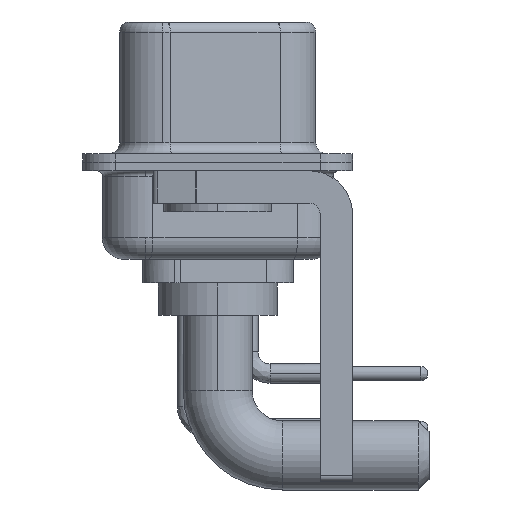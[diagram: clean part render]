
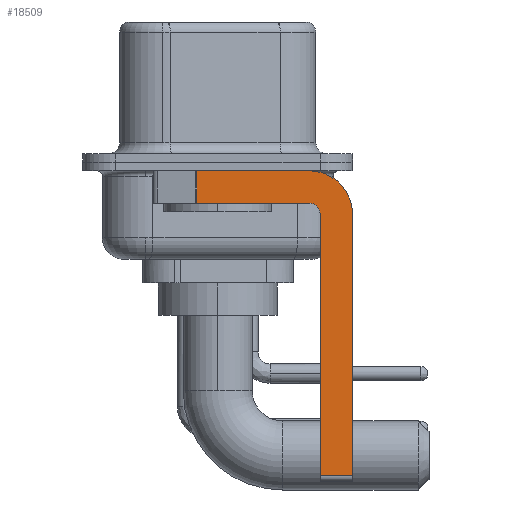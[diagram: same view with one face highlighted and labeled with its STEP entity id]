
A CAD part, left-side view. The second image highlights one B-rep face of the part: STEP entity #18509.
In plain terms, the highlighted planar face has unit normal (-1, 0, 0).
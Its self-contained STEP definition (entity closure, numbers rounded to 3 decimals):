
#405 = VERTEX_POINT ( 'NONE', #5317 ) ;
#984 = VERTEX_POINT ( 'NONE', #18825 ) ;
#2203 = EDGE_CURVE ( 'NONE', #4424, #9236, #3145, .T. ) ;
#2314 = CARTESIAN_POINT ( 'NONE',  ( -2.9, -4.25, -2.4 ) ) ;
#2374 = LINE ( 'NONE', #4795, #15927 ) ;
#2668 = CIRCLE ( 'NONE', #6106, 0.5 ) ;
#2930 = EDGE_CURVE ( 'NONE', #984, #23444, #9716, .T. ) ;
#3069 = CARTESIAN_POINT ( 'NONE',  ( -2.9, -4.25, -1.9 ) ) ;
#3145 = CIRCLE ( 'NONE', #18056, 2. ) ;
#3487 = DIRECTION ( 'NONE',  ( 1., 0., 0. ) ) ;
#4122 = VECTOR ( 'NONE', #7585, 1000. ) ;
#4424 = VERTEX_POINT ( 'NONE', #18700 ) ;
#4485 = DIRECTION ( 'NONE',  ( 0., 0., -1. ) ) ;
#4795 = CARTESIAN_POINT ( 'NONE',  ( -2.9, 3., -0.4 ) ) ;
#5317 = CARTESIAN_POINT ( 'NONE',  ( -2.9, 0.978, -0.4 ) ) ;
#6106 = AXIS2_PLACEMENT_3D ( 'NONE', #7888, #25786, #20009 ) ;
#6922 = VECTOR ( 'NONE', #4485, 1000. ) ;
#6963 = LINE ( 'NONE', #3069, #15794 ) ;
#7585 = DIRECTION ( 'NONE',  ( 0., 0., 1. ) ) ;
#7888 = CARTESIAN_POINT ( 'NONE',  ( -2.9, -4.25, -2.4 ) ) ;
#8364 = EDGE_CURVE ( 'NONE', #10971, #24305, #6963, .T. ) ;
#8527 = CARTESIAN_POINT ( 'NONE',  ( -2.9, 0.978, -1.9 ) ) ;
#9236 = VERTEX_POINT ( 'NONE', #14574 ) ;
#9368 = PLANE ( 'NONE',  #22184 ) ;
#9705 = LINE ( 'NONE', #25986, #25798 ) ;
#9716 = LINE ( 'NONE', #21991, #4122 ) ;
#9766 = CARTESIAN_POINT ( 'NONE',  ( -2.9, -4.25, -2.4 ) ) ;
#10047 = EDGE_CURVE ( 'NONE', #405, #24305, #13131, .T. ) ;
#10971 = VERTEX_POINT ( 'NONE', #24566 ) ;
#11982 = EDGE_LOOP ( 'NONE', ( #17837, #23084, #19815, #15534, #20632, #20003, #15461, #24624 ) ) ;
#12157 = EDGE_CURVE ( 'NONE', #23444, #10971, #2668, .T. ) ;
#12703 = EDGE_CURVE ( 'NONE', #984, #18035, #22402, .T. ) ;
#12961 = DIRECTION ( 'NONE',  ( 0., 1., 0. ) ) ;
#13131 = LINE ( 'NONE', #18728, #6922 ) ;
#14574 = CARTESIAN_POINT ( 'NONE',  ( -2.9, -6.25, -2.4 ) ) ;
#14650 = VECTOR ( 'NONE', #18520, 1000. ) ;
#15461 = ORIENTED_EDGE ( 'NONE', *, *, #24799, .F. ) ;
#15534 = ORIENTED_EDGE ( 'NONE', *, *, #12157, .F. ) ;
#15794 = VECTOR ( 'NONE', #12961, 1000. ) ;
#15927 = VECTOR ( 'NONE', #18652, 1000. ) ;
#16383 = CARTESIAN_POINT ( 'NONE',  ( -2.9, -4.25, -14.55 ) ) ;
#16469 = DIRECTION ( 'NONE',  ( 0., 0., -1. ) ) ;
#17837 = ORIENTED_EDGE ( 'NONE', *, *, #23041, .F. ) ;
#18035 = VERTEX_POINT ( 'NONE', #24079 ) ;
#18056 = AXIS2_PLACEMENT_3D ( 'NONE', #2314, #24339, #16469 ) ;
#18509 = ADVANCED_FACE ( 'NONE', ( #21906 ), #9368, .F. ) ;
#18520 = DIRECTION ( 'NONE',  ( 0., -1., 0. ) ) ;
#18652 = DIRECTION ( 'NONE',  ( 0., -1., 0. ) ) ;
#18700 = CARTESIAN_POINT ( 'NONE',  ( -2.9, -4.25, -0.4 ) ) ;
#18728 = CARTESIAN_POINT ( 'NONE',  ( -2.9, 0.978, -1.9 ) ) ;
#18825 = CARTESIAN_POINT ( 'NONE',  ( -2.9, -4.75, -14.55 ) ) ;
#19756 = DIRECTION ( 'NONE',  ( 0., 0., -1. ) ) ;
#19815 = ORIENTED_EDGE ( 'NONE', *, *, #8364, .F. ) ;
#20003 = ORIENTED_EDGE ( 'NONE', *, *, #12703, .T. ) ;
#20009 = DIRECTION ( 'NONE',  ( 0., 0., 1. ) ) ;
#20632 = ORIENTED_EDGE ( 'NONE', *, *, #2930, .F. ) ;
#21020 = CARTESIAN_POINT ( 'NONE',  ( -2.9, -4.75, -2.4 ) ) ;
#21906 = FACE_OUTER_BOUND ( 'NONE', #11982, .T. ) ;
#21991 = CARTESIAN_POINT ( 'NONE',  ( -2.9, -4.75, -14.8 ) ) ;
#22184 = AXIS2_PLACEMENT_3D ( 'NONE', #9766, #3487, #19756 ) ;
#22402 = LINE ( 'NONE', #16383, #14650 ) ;
#22641 = DIRECTION ( 'NONE',  ( 0., 0., -1. ) ) ;
#23041 = EDGE_CURVE ( 'NONE', #405, #4424, #2374, .T. ) ;
#23084 = ORIENTED_EDGE ( 'NONE', *, *, #10047, .T. ) ;
#23444 = VERTEX_POINT ( 'NONE', #21020 ) ;
#24079 = CARTESIAN_POINT ( 'NONE',  ( -2.9, -6.25, -14.55 ) ) ;
#24305 = VERTEX_POINT ( 'NONE', #8527 ) ;
#24339 = DIRECTION ( 'NONE',  ( 1., 0., 0. ) ) ;
#24566 = CARTESIAN_POINT ( 'NONE',  ( -2.9, -4.25, -1.9 ) ) ;
#24624 = ORIENTED_EDGE ( 'NONE', *, *, #2203, .F. ) ;
#24799 = EDGE_CURVE ( 'NONE', #9236, #18035, #9705, .T. ) ;
#25786 = DIRECTION ( 'NONE',  ( -1., 0., 0. ) ) ;
#25798 = VECTOR ( 'NONE', #22641, 1000. ) ;
#25986 = CARTESIAN_POINT ( 'NONE',  ( -2.9, -6.25, -2.4 ) ) ;
